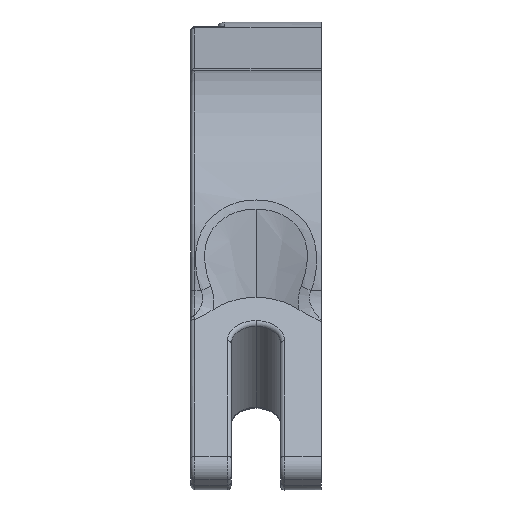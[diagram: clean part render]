
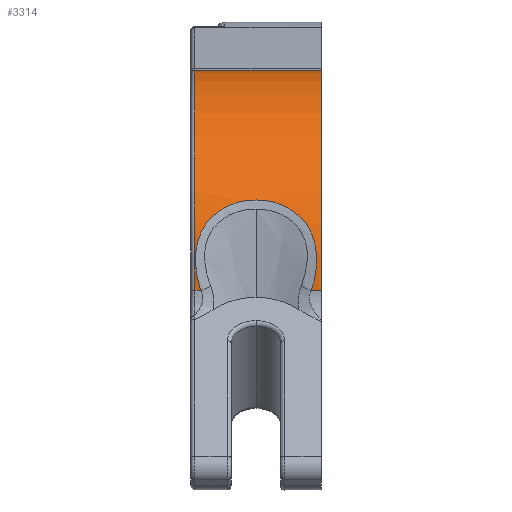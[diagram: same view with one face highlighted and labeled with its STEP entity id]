
A CAD part, left-side view. The second image highlights one B-rep face of the part: STEP entity #3314.
In plain terms, the highlighted cylindrical face has radius 25.3 mm (diameter 50.6 mm), a partial arc.
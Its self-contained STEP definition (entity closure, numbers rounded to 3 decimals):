
#250 = CARTESIAN_POINT ( 'NONE',  ( -23.587, 5.753, 9.15 ) ) ;
#270 = CARTESIAN_POINT ( 'NONE',  ( -24.049, 12.851, 7.859 ) ) ;
#289 = CARTESIAN_POINT ( 'NONE',  ( -25.254, 0.593, 1.557 ) ) ;
#309 = VERTEX_POINT ( 'NONE', #4307 ) ;
#310 = CARTESIAN_POINT ( 'NONE',  ( -24.045, 3.164, 7.871 ) ) ;
#329 = CARTESIAN_POINT ( 'NONE',  ( -24.317, 2.235, 6.988 ) ) ;
#366 = ORIENTED_EDGE ( 'NONE', *, *, #3238, .T. ) ;
#431 = EDGE_CURVE ( 'NONE', #3405, #309, #4089, .T. ) ;
#588 = CARTESIAN_POINT ( 'NONE',  ( -23.708, 4.827, 8.833 ) ) ;
#610 = CARTESIAN_POINT ( 'NONE',  ( -24.461, 14.169, 6.469 ) ) ;
#627 = CARTESIAN_POINT ( 'NONE',  ( -23.625, 10.571, 9.054 ) ) ;
#644 = B_SPLINE_CURVE_WITH_KNOTS ( 'NONE', 3,
 ( #4241, #1206, #2544, #2242, #3496, #3888, #899, #3248, #1577, #2477, #2958, #1656, #610, #2339, #3605, #646, #270, #2279, #2628, #1619, #2009, #627, #1271, #4305, #3683, #920, #1294, #1967, #3626, #250, #3989, #588, #3973, #2608, #959, #310, #2301, #2667, #329, #3293, #3648, #2589, #4006, #1952, #2996, #3309, #289, #1600, #980, #1928, #1637, #3955 ),
 .UNSPECIFIED., .F., .F.,
 ( 4, 2, 2, 2, 2, 2, 2, 2, 2, 2, 2, 2, 2, 2, 2, 2, 2, 2, 2, 2, 2, 2, 2, 2, 2, 4 ),
 ( 0., 0.002, 0.004, 0.006, 0.007, 0.008, 0.009, 0.01, 0.011, 0.012, 0.013, 0.014, 0.015, 0.016, 0.017, 0.018, 0.019, 0.02, 0.021, 0.022, 0.023, 0.025, 0.027, 0.028, 0.029, 0.031 ),
 .UNSPECIFIED. ) ;
#646 = CARTESIAN_POINT ( 'NONE',  ( -24.116, 13.1, 7.654 ) ) ;
#702 = ORIENTED_EDGE ( 'NONE', *, *, #3747, .T. ) ;
#721 = CARTESIAN_POINT ( 'NONE',  ( -25.247, -95.464, -1.631 ) ) ;
#752 = AXIS2_PLACEMENT_3D ( 'NONE', #4116, #1103, #2444 ) ;
#754 = CARTESIAN_POINT ( 'NONE',  ( -25.247, 1.228, -1.631 ) ) ;
#791 = CARTESIAN_POINT ( 'NONE',  ( 0., -95.464, 25.3 ) ) ;
#899 = CARTESIAN_POINT ( 'NONE',  ( -25.065, 15.347, 3.499 ) ) ;
#920 = CARTESIAN_POINT ( 'NONE',  ( -23.479, 8.657, 9.425 ) ) ;
#959 = CARTESIAN_POINT ( 'NONE',  ( -23.921, 3.689, 8.242 ) ) ;
#980 = CARTESIAN_POINT ( 'NONE',  ( -25.295, 0.694, 0.584 ) ) ;
#1039 = CARTESIAN_POINT ( 'NONE',  ( 0., 15.5, 25.3 ) ) ;
#1103 = DIRECTION ( 'NONE',  ( 0., 1., 0. ) ) ;
#1118 = DIRECTION ( 'NONE',  ( 0., -1., 0. ) ) ;
#1142 = LINE ( 'NONE', #791, #4225 ) ;
#1188 = CARTESIAN_POINT ( 'NONE',  ( -25.247, 14.772, -1.631 ) ) ;
#1206 = CARTESIAN_POINT ( 'NONE',  ( -25.288, 14.975, -1.008 ) ) ;
#1271 = CARTESIAN_POINT ( 'NONE',  ( -23.588, 10.257, 9.148 ) ) ;
#1294 = CARTESIAN_POINT ( 'NONE',  ( -23.471, 8.328, 9.444 ) ) ;
#1389 = EDGE_CURVE ( 'NONE', #309, #4302, #1142, .T. ) ;
#1513 = VECTOR ( 'NONE', #1118, 1000. ) ;
#1538 = CYLINDRICAL_SURFACE ( 'NONE', #752, 25.3 ) ;
#1577 = CARTESIAN_POINT ( 'NONE',  ( -24.851, 15.025, 4.755 ) ) ;
#1600 = CARTESIAN_POINT ( 'NONE',  ( -25.286, 0.651, 0.907 ) ) ;
#1619 = CARTESIAN_POINT ( 'NONE',  ( -23.758, 11.479, 8.699 ) ) ;
#1637 = CARTESIAN_POINT ( 'NONE',  ( -25.288, 1.025, -1.007 ) ) ;
#1656 = CARTESIAN_POINT ( 'NONE',  ( -24.53, 14.347, 6.199 ) ) ;
#1674 = CARTESIAN_POINT ( 'NONE',  ( 0., 0., 0. ) ) ;
#1697 = DIRECTION ( 'NONE',  ( 0., 0., -1. ) ) ;
#1737 = DIRECTION ( 'NONE',  ( 0., -1., 0. ) ) ;
#1778 = LINE ( 'NONE', #721, #1513 ) ;
#1799 = EDGE_CURVE ( 'NONE', #2824, #3405, #1778, .T. ) ;
#1859 = CARTESIAN_POINT ( 'NONE',  ( -25.247, 15.5, -1.631 ) ) ;
#1893 = ORIENTED_EDGE ( 'NONE', *, *, #1389, .T. ) ;
#1905 = VERTEX_POINT ( 'NONE', #1188 ) ;
#1928 = CARTESIAN_POINT ( 'NONE',  ( -25.305, 0.863, -0.376 ) ) ;
#1952 = CARTESIAN_POINT ( 'NONE',  ( -25.063, 0.655, 3.514 ) ) ;
#1967 = CARTESIAN_POINT ( 'NONE',  ( -23.471, 7.343, 9.444 ) ) ;
#2009 = CARTESIAN_POINT ( 'NONE',  ( -23.71, 11.183, 8.829 ) ) ;
#2138 = DIRECTION ( 'NONE',  ( 0., 1., 0. ) ) ;
#2140 = ORIENTED_EDGE ( 'NONE', *, *, #1799, .T. ) ;
#2242 = CARTESIAN_POINT ( 'NONE',  ( -25.292, 15.361, 0.897 ) ) ;
#2247 = CARTESIAN_POINT ( 'NONE',  ( 0., 15.5, 0. ) ) ;
#2279 = CARTESIAN_POINT ( 'NONE',  ( -23.924, 12.324, 8.234 ) ) ;
#2301 = CARTESIAN_POINT ( 'NONE',  ( -24.112, 2.912, 7.664 ) ) ;
#2339 = CARTESIAN_POINT ( 'NONE',  ( -24.321, 13.775, 6.976 ) ) ;
#2349 = VECTOR ( 'NONE', #1737, 1000. ) ;
#2444 = DIRECTION ( 'NONE',  ( 0., 0., 1. ) ) ;
#2474 = ORIENTED_EDGE ( 'NONE', *, *, #3416, .T. ) ;
#2477 = CARTESIAN_POINT ( 'NONE',  ( -24.729, 14.794, 5.354 ) ) ;
#2544 = CARTESIAN_POINT ( 'NONE',  ( -25.305, 15.137, -0.379 ) ) ;
#2586 = ORIENTED_EDGE ( 'NONE', *, *, #431, .T. ) ;
#2589 = CARTESIAN_POINT ( 'NONE',  ( -24.729, 1.19, 5.375 ) ) ;
#2608 = CARTESIAN_POINT ( 'NONE',  ( -23.863, 3.962, 8.408 ) ) ;
#2628 = CARTESIAN_POINT ( 'NONE',  ( -23.865, 12.049, 8.401 ) ) ;
#2667 = CARTESIAN_POINT ( 'NONE',  ( -24.248, 2.449, 7.223 ) ) ;
#2794 = FACE_OUTER_BOUND ( 'NONE', #3885, .T. ) ;
#2824 = VERTEX_POINT ( 'NONE', #754 ) ;
#2958 = CARTESIAN_POINT ( 'NONE',  ( -24.664, 14.659, 5.642 ) ) ;
#2994 = CIRCLE ( 'NONE', #4334, 25.3 ) ;
#2996 = CARTESIAN_POINT ( 'NONE',  ( -25.146, 0.585, 2.867 ) ) ;
#3125 = CARTESIAN_POINT ( 'NONE',  ( -25.247, 0., -1.631 ) ) ;
#3238 = EDGE_CURVE ( 'NONE', #4028, #1905, #3407, .T. ) ;
#3248 = CARTESIAN_POINT ( 'NONE',  ( -24.909, 15.121, 4.443 ) ) ;
#3293 = CARTESIAN_POINT ( 'NONE',  ( -24.456, 1.843, 6.485 ) ) ;
#3309 = CARTESIAN_POINT ( 'NONE',  ( -25.232, 0.578, 1.886 ) ) ;
#3314 = ADVANCED_FACE ( 'NONE', ( #2794 ), #1538, .T. ) ;
#3369 = DIRECTION ( 'NONE',  ( 0., 1., 0. ) ) ;
#3405 = VERTEX_POINT ( 'NONE', #3125 ) ;
#3407 = LINE ( 'NONE', #4067, #2349 ) ;
#3416 = EDGE_CURVE ( 'NONE', #4302, #4028, #2994, .T. ) ;
#3467 = AXIS2_PLACEMENT_3D ( 'NONE', #1674, #3369, #1697 ) ;
#3496 = CARTESIAN_POINT ( 'NONE',  ( -25.261, 15.423, 1.543 ) ) ;
#3591 = DIRECTION ( 'NONE',  ( 0., 0., 1. ) ) ;
#3605 = CARTESIAN_POINT ( 'NONE',  ( -24.251, 13.561, 7.213 ) ) ;
#3626 = CARTESIAN_POINT ( 'NONE',  ( -23.501, 6.699, 9.371 ) ) ;
#3648 = CARTESIAN_POINT ( 'NONE',  ( -24.526, 1.663, 6.215 ) ) ;
#3683 = CARTESIAN_POINT ( 'NONE',  ( -23.508, 9.305, 9.351 ) ) ;
#3747 = EDGE_CURVE ( 'NONE', #1905, #2824, #644, .T. ) ;
#3885 = EDGE_LOOP ( 'NONE', ( #2586, #1893, #2474, #366, #702, #2140 ) ) ;
#3888 = CARTESIAN_POINT ( 'NONE',  ( -25.147, 15.416, 2.855 ) ) ;
#3941 = DIRECTION ( 'NONE',  ( 0., -1., 0. ) ) ;
#3955 = CARTESIAN_POINT ( 'NONE',  ( -25.247, 1.228, -1.631 ) ) ;
#3973 = CARTESIAN_POINT ( 'NONE',  ( -23.756, 4.531, 8.704 ) ) ;
#3989 = CARTESIAN_POINT ( 'NONE',  ( -23.623, 5.439, 9.057 ) ) ;
#4006 = CARTESIAN_POINT ( 'NONE',  ( -24.853, 0.96, 4.778 ) ) ;
#4028 = VERTEX_POINT ( 'NONE', #1859 ) ;
#4067 = CARTESIAN_POINT ( 'NONE',  ( -25.247, -95.464, -1.631 ) ) ;
#4089 = CIRCLE ( 'NONE', #3467, 25.3 ) ;
#4116 = CARTESIAN_POINT ( 'NONE',  ( 0., -95.464, 0. ) ) ;
#4225 = VECTOR ( 'NONE', #2138, 1000. ) ;
#4241 = CARTESIAN_POINT ( 'NONE',  ( -25.247, 14.772, -1.631 ) ) ;
#4302 = VERTEX_POINT ( 'NONE', #1039 ) ;
#4305 = CARTESIAN_POINT ( 'NONE',  ( -23.53, 9.624, 9.296 ) ) ;
#4307 = CARTESIAN_POINT ( 'NONE',  ( 0., 0., 25.3 ) ) ;
#4334 = AXIS2_PLACEMENT_3D ( 'NONE', #2247, #3941, #3591 ) ;
